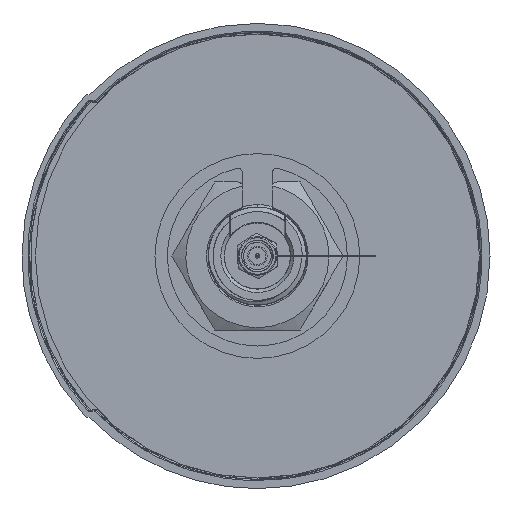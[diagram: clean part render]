
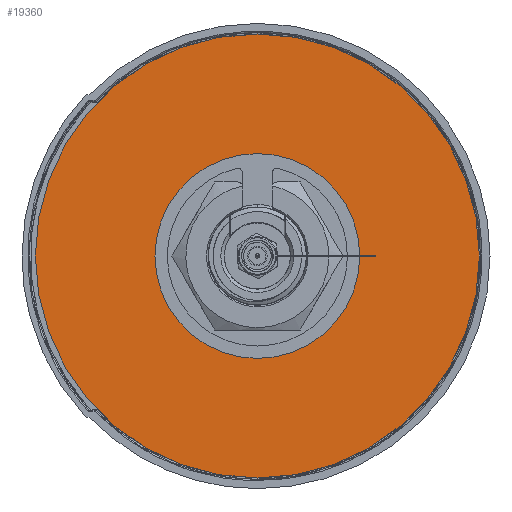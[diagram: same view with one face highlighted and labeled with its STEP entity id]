
A CAD part, front view. The second image highlights one B-rep face of the part: STEP entity #19360.
In plain terms, the highlighted planar face has unit normal (0, -1, 0).
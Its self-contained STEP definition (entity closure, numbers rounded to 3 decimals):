
#537 = CARTESIAN_POINT ( 'NONE',  ( 0., -2., 45. ) ) ;
#567 = CARTESIAN_POINT ( 'NONE',  ( 0., -2., 0. ) ) ;
#951 = CARTESIAN_POINT ( 'NONE',  ( 0., -2., 0. ) ) ;
#2433 = EDGE_LOOP ( 'NONE', ( #19739, #21784 ) ) ;
#6670 = FACE_BOUND ( 'NONE', #29111, .T. ) ;
#7153 = AXIS2_PLACEMENT_3D ( 'NONE', #951, #11524, #27865 ) ;
#8032 = CARTESIAN_POINT ( 'NONE',  ( 0., -2., 0. ) ) ;
#8501 = CARTESIAN_POINT ( 'NONE',  ( 0., -2., 0. ) ) ;
#9342 = DIRECTION ( 'NONE',  ( 0., 1., 0. ) ) ;
#10490 = VERTEX_POINT ( 'NONE', #537 ) ;
#11196 = DIRECTION ( 'NONE',  ( 0., 1., 0. ) ) ;
#11397 = ORIENTED_EDGE ( 'NONE', *, *, #15168, .T. ) ;
#11524 = DIRECTION ( 'NONE',  ( 0., 1., 0. ) ) ;
#11700 = FACE_OUTER_BOUND ( 'NONE', #2433, .T. ) ;
#12299 = CIRCLE ( 'NONE', #20340, 45. ) ;
#13727 = AXIS2_PLACEMENT_3D ( 'NONE', #8032, #19006, #29965 ) ;
#14590 = DIRECTION ( 'NONE',  ( 0., 1., 0. ) ) ;
#14804 = VERTEX_POINT ( 'NONE', #21937 ) ;
#15137 = CIRCLE ( 'NONE', #24342, 20.75 ) ;
#15168 = EDGE_CURVE ( 'NONE', #17849, #18955, #15137, .T. ) ;
#15780 = EDGE_CURVE ( 'NONE', #14804, #10490, #12299, .T. ) ;
#16915 = PLANE ( 'NONE',  #7153 ) ;
#17849 = VERTEX_POINT ( 'NONE', #34947 ) ;
#18955 = VERTEX_POINT ( 'NONE', #23497 ) ;
#19006 = DIRECTION ( 'NONE',  ( 0., 1., 0. ) ) ;
#19360 = ADVANCED_FACE ( 'NONE', ( #11700, #6670 ), #16915, .F. ) ;
#19739 = ORIENTED_EDGE ( 'NONE', *, *, #21710, .F. ) ;
#20340 = AXIS2_PLACEMENT_3D ( 'NONE', #8501, #11196, #27709 ) ;
#21614 = ORIENTED_EDGE ( 'NONE', *, *, #24108, .T. ) ;
#21710 = EDGE_CURVE ( 'NONE', #10490, #14804, #25777, .T. ) ;
#21784 = ORIENTED_EDGE ( 'NONE', *, *, #15780, .F. ) ;
#21937 = CARTESIAN_POINT ( 'NONE',  ( 0., -2., -45. ) ) ;
#23497 = CARTESIAN_POINT ( 'NONE',  ( 0., -2., -20.75 ) ) ;
#24108 = EDGE_CURVE ( 'NONE', #18955, #17849, #24192, .T. ) ;
#24192 = CIRCLE ( 'NONE', #33368, 20.75 ) ;
#24342 = AXIS2_PLACEMENT_3D ( 'NONE', #567, #9342, #33604 ) ;
#25544 = CARTESIAN_POINT ( 'NONE',  ( 0., -2., 0. ) ) ;
#25777 = CIRCLE ( 'NONE', #13727, 45. ) ;
#27709 = DIRECTION ( 'NONE',  ( 0., 0., -1. ) ) ;
#27865 = DIRECTION ( 'NONE',  ( 0., 0., -1. ) ) ;
#29111 = EDGE_LOOP ( 'NONE', ( #11397, #21614 ) ) ;
#29965 = DIRECTION ( 'NONE',  ( 0., 0., -1. ) ) ;
#33368 = AXIS2_PLACEMENT_3D ( 'NONE', #25544, #14590, #34357 ) ;
#33604 = DIRECTION ( 'NONE',  ( 0., 0., -1. ) ) ;
#34357 = DIRECTION ( 'NONE',  ( 0., 0., -1. ) ) ;
#34947 = CARTESIAN_POINT ( 'NONE',  ( 0., -2., 20.75 ) ) ;
